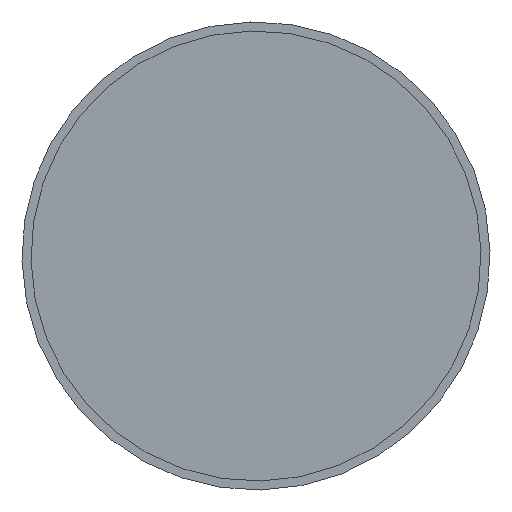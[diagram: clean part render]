
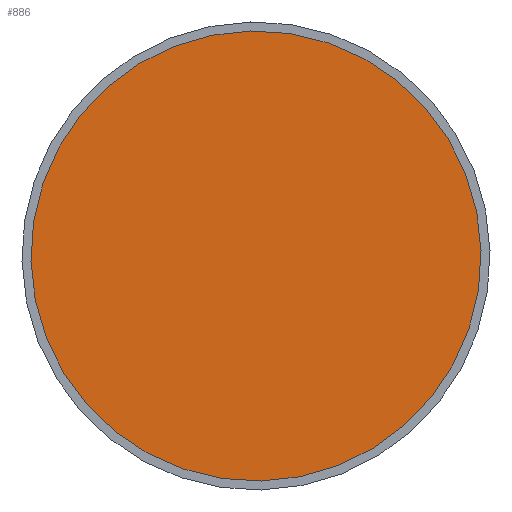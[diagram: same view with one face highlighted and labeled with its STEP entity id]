
A CAD part, front view. The second image highlights one B-rep face of the part: STEP entity #886.
In plain terms, the highlighted planar face has unit normal (0, -1, 0).
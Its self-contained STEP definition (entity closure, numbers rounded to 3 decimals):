
#83=PLANE('',#999);
#120=FACE_OUTER_BOUND('',#172,.T.);
#172=EDGE_LOOP('',(#693,#694));
#271=CIRCLE('',#1000,25.);
#272=CIRCLE('',#1001,25.);
#368=VERTEX_POINT('',#1567);
#369=VERTEX_POINT('',#1568);
#486=EDGE_CURVE('',#368,#369,#271,.T.);
#487=EDGE_CURVE('',#369,#368,#272,.T.);
#693=ORIENTED_EDGE('',*,*,#486,.T.);
#694=ORIENTED_EDGE('',*,*,#487,.T.);
#886=ADVANCED_FACE('',(#120),#83,.T.);
#999=AXIS2_PLACEMENT_3D('',#1566,#1225,#1226);
#1000=AXIS2_PLACEMENT_3D('',#1569,#1227,#1228);
#1001=AXIS2_PLACEMENT_3D('',#1570,#1229,#1230);
#1225=DIRECTION('center_axis',(0.,-1.,0.));
#1226=DIRECTION('ref_axis',(0.661,0.,-0.751));
#1227=DIRECTION('center_axis',(0.,-1.,0.));
#1228=DIRECTION('ref_axis',(0.751,0.,0.661));
#1229=DIRECTION('center_axis',(0.,-1.,0.));
#1230=DIRECTION('ref_axis',(0.751,0.,0.661));
#1566=CARTESIAN_POINT('Origin',(9.385,-41.077,8.256));
#1567=CARTESIAN_POINT('',(18.77,-41.077,16.513));
#1568=CARTESIAN_POINT('',(-18.77,-41.077,-16.513));
#1569=CARTESIAN_POINT('Origin',(0.,-41.077,
0.));
#1570=CARTESIAN_POINT('Origin',(0.,-41.077,
0.));
